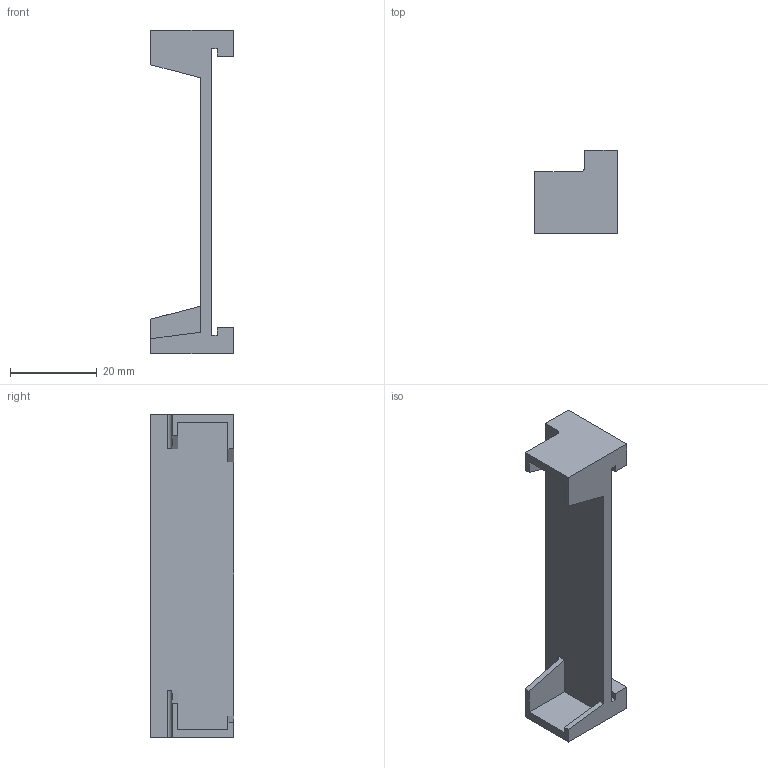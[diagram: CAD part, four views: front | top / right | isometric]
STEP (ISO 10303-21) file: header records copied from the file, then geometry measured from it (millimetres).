
FILE_DESCRIPTION (( 'STEP AP214' ), '1' );
FILE_NAME ('fixture-9700.STEP', '2020-1-27T14:40:34', ( '' ), ( '' ), 'SwSTEP 2.0', 'SolidWorks 2017', '' );
FILE_SCHEMA (( 'AUTOMOTIVE_DESIGN' ));
Length unit declared in the file: millimetre
Products named in the file (1): fixture-9700
Bounding box: 19 x 19.15 x 74.6 mm (x, y, z)
Volume: 5615.9 mm3; surface area: 5174.1 mm2
Topology: 1 solids, 1 shells, 30 faces, 84 edges, 56 vertices
Faces by surface type: plane 28, cylinder 2
Entity records: 984 total; most frequent: CARTESIAN_POINT 177, ORIENTED_EDGE 168, DIRECTION 146, EDGE_CURVE 84, LINE 80, VECTOR 80, VERTEX_POINT 56, AXIS2_PLACEMENT_3D 33
